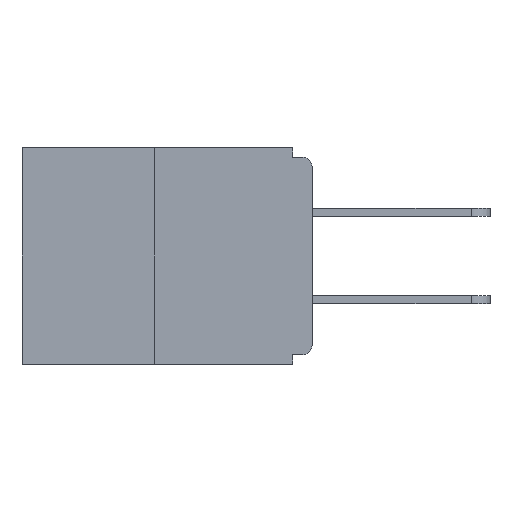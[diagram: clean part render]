
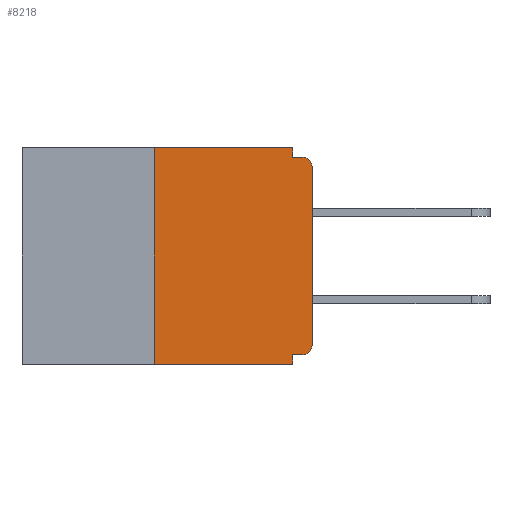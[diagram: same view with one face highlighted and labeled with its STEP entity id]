
A CAD part, left-side view. The second image highlights one B-rep face of the part: STEP entity #8218.
In plain terms, the highlighted planar face has unit normal (-1, 0, 0).
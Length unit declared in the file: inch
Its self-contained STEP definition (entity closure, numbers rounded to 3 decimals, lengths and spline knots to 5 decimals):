
#203 = ORIENTED_EDGE ( 'NONE', *, *, #10053, .T. ) ;
#384 = CARTESIAN_POINT ( 'NONE',  ( 0., 0.015, -0.313 ) ) ;
#404 = ORIENTED_EDGE ( 'NONE', *, *, #10226, .T. ) ;
#487 = VERTEX_POINT ( 'NONE', #1897 ) ;
#619 = CIRCLE ( 'NONE', #4159, 0.015 ) ;
#774 = EDGE_CURVE ( 'NONE', #3931, #10325, #8856, .T. ) ;
#880 = DIRECTION ( 'NONE',  ( 0., 1., 0. ) ) ;
#895 = CARTESIAN_POINT ( 'NONE',  ( 0., 0.031, 0. ) ) ;
#977 = LINE ( 'NONE', #895, #2358 ) ;
#1006 = DIRECTION ( 'NONE',  ( 0., -1., 0. ) ) ;
#1067 = LINE ( 'NONE', #10659, #6422 ) ;
#1460 = DIRECTION ( 'NONE',  ( 0., -1., 0. ) ) ;
#1487 = DIRECTION ( 'NONE',  ( -1., 0., 0. ) ) ;
#1736 = CARTESIAN_POINT ( 'NONE',  ( 0., 0.25, 0. ) ) ;
#1738 = LINE ( 'NONE', #8047, #2840 ) ;
#1859 = EDGE_CURVE ( 'NONE', #6930, #10325, #1738, .T. ) ;
#1897 = CARTESIAN_POINT ( 'NONE',  ( 0., 0.031, 0. ) ) ;
#2021 = ORIENTED_EDGE ( 'NONE', *, *, #8868, .F. ) ;
#2045 = FACE_OUTER_BOUND ( 'NONE', #6626, .T. ) ;
#2358 = VECTOR ( 'NONE', #8781, 39.37008 ) ;
#2372 = CARTESIAN_POINT ( 'NONE',  ( 0., 0.015, -0.328 ) ) ;
#2400 = CARTESIAN_POINT ( 'NONE',  ( 0., 0.25, 0. ) ) ;
#2644 = LINE ( 'NONE', #6208, #3873 ) ;
#2840 = VECTOR ( 'NONE', #8946, 39.37008 ) ;
#3005 = DIRECTION ( 'NONE',  ( 0., 0., -1. ) ) ;
#3059 = LINE ( 'NONE', #1736, #6766 ) ;
#3119 = CARTESIAN_POINT ( 'NONE',  ( 0., 0.031, -0.343 ) ) ;
#3156 = LINE ( 'NONE', #7341, #9853 ) ;
#3434 = VERTEX_POINT ( 'NONE', #4831 ) ;
#3711 = EDGE_CURVE ( 'NONE', #6930, #6614, #3059, .T. ) ;
#3873 = VECTOR ( 'NONE', #880, 39.37008 ) ;
#3887 = CARTESIAN_POINT ( 'NONE',  ( 0., 0.46, 0. ) ) ;
#3931 = VERTEX_POINT ( 'NONE', #8148 ) ;
#3965 = DIRECTION ( 'NONE',  ( 0., 0., -1. ) ) ;
#4159 = AXIS2_PLACEMENT_3D ( 'NONE', #7702, #1487, #9409 ) ;
#4243 = VERTEX_POINT ( 'NONE', #2372 ) ;
#4552 = CARTESIAN_POINT ( 'NONE',  ( 0., 0.25, -0.343 ) ) ;
#4575 = ORIENTED_EDGE ( 'NONE', *, *, #774, .F. ) ;
#4606 = ORIENTED_EDGE ( 'NONE', *, *, #1859, .T. ) ;
#4617 = CIRCLE ( 'NONE', #9153, 0.015 ) ;
#4626 = CARTESIAN_POINT ( 'NONE',  ( 0., 0., -0.03 ) ) ;
#4668 = DIRECTION ( 'NONE',  ( -1., 0., 0. ) ) ;
#4722 = CARTESIAN_POINT ( 'NONE',  ( 0., 0., 0. ) ) ;
#4757 = VERTEX_POINT ( 'NONE', #10809 ) ;
#4831 = CARTESIAN_POINT ( 'NONE',  ( 0., 0., -0.313 ) ) ;
#5120 = ORIENTED_EDGE ( 'NONE', *, *, #6872, .F. ) ;
#5282 = AXIS2_PLACEMENT_3D ( 'NONE', #3887, #5534, #3005 ) ;
#5534 = DIRECTION ( 'NONE',  ( 1., 0., 0. ) ) ;
#5920 = EDGE_CURVE ( 'NONE', #6614, #487, #3156, .T. ) ;
#6208 = CARTESIAN_POINT ( 'NONE',  ( 0., 0., -0.328 ) ) ;
#6224 = CARTESIAN_POINT ( 'NONE',  ( 0., 0.015, -0.015 ) ) ;
#6276 = PLANE ( 'NONE',  #5282 ) ;
#6422 = VECTOR ( 'NONE', #1006, 39.37008 ) ;
#6563 = DIRECTION ( 'NONE',  ( 0., 0., -1. ) ) ;
#6614 = VERTEX_POINT ( 'NONE', #2400 ) ;
#6626 = EDGE_LOOP ( 'NONE', ( #9862, #8438, #4606, #4575, #8562, #11187, #203, #404, #2021, #5120 ) ) ;
#6766 = VECTOR ( 'NONE', #10445, 39.37008 ) ;
#6827 = VERTEX_POINT ( 'NONE', #6224 ) ;
#6872 = EDGE_CURVE ( 'NONE', #487, #4757, #977, .T. ) ;
#6930 = VERTEX_POINT ( 'NONE', #4552 ) ;
#7341 = CARTESIAN_POINT ( 'NONE',  ( 0., 0.46, 0. ) ) ;
#7387 = VECTOR ( 'NONE', #3965, 39.37008 ) ;
#7486 = DIRECTION ( 'NONE',  ( 0., 0., 1. ) ) ;
#7658 = VERTEX_POINT ( 'NONE', #4626 ) ;
#7702 = CARTESIAN_POINT ( 'NONE',  ( 0., 0.015, -0.03 ) ) ;
#8047 = CARTESIAN_POINT ( 'NONE',  ( 0., 0.46, -0.343 ) ) ;
#8148 = CARTESIAN_POINT ( 'NONE',  ( 0., 0.031, -0.328 ) ) ;
#8218 = ADVANCED_FACE ( 'NONE', ( #2045 ), #6276, .F. ) ;
#8438 = ORIENTED_EDGE ( 'NONE', *, *, #3711, .F. ) ;
#8562 = ORIENTED_EDGE ( 'NONE', *, *, #10967, .F. ) ;
#8781 = DIRECTION ( 'NONE',  ( 0., 0., -1. ) ) ;
#8856 = LINE ( 'NONE', #3119, #7387 ) ;
#8868 = EDGE_CURVE ( 'NONE', #4757, #6827, #1067, .T. ) ;
#8938 = EDGE_CURVE ( 'NONE', #4243, #3434, #4617, .T. ) ;
#8946 = DIRECTION ( 'NONE',  ( 0., -1., 0. ) ) ;
#9153 = AXIS2_PLACEMENT_3D ( 'NONE', #384, #4668, #6563 ) ;
#9409 = DIRECTION ( 'NONE',  ( 0., 0., -1. ) ) ;
#9853 = VECTOR ( 'NONE', #1460, 39.37008 ) ;
#9862 = ORIENTED_EDGE ( 'NONE', *, *, #5920, .F. ) ;
#10053 = EDGE_CURVE ( 'NONE', #3434, #7658, #10720, .T. ) ;
#10196 = VECTOR ( 'NONE', #7486, 39.37008 ) ;
#10226 = EDGE_CURVE ( 'NONE', #7658, #6827, #619, .T. ) ;
#10325 = VERTEX_POINT ( 'NONE', #11279 ) ;
#10445 = DIRECTION ( 'NONE',  ( 0., 0., 1. ) ) ;
#10659 = CARTESIAN_POINT ( 'NONE',  ( 0., 0., -0.015 ) ) ;
#10720 = LINE ( 'NONE', #4722, #10196 ) ;
#10809 = CARTESIAN_POINT ( 'NONE',  ( 0., 0.031, -0.015 ) ) ;
#10967 = EDGE_CURVE ( 'NONE', #4243, #3931, #2644, .T. ) ;
#11187 = ORIENTED_EDGE ( 'NONE', *, *, #8938, .T. ) ;
#11279 = CARTESIAN_POINT ( 'NONE',  ( 0., 0.031, -0.343 ) ) ;
